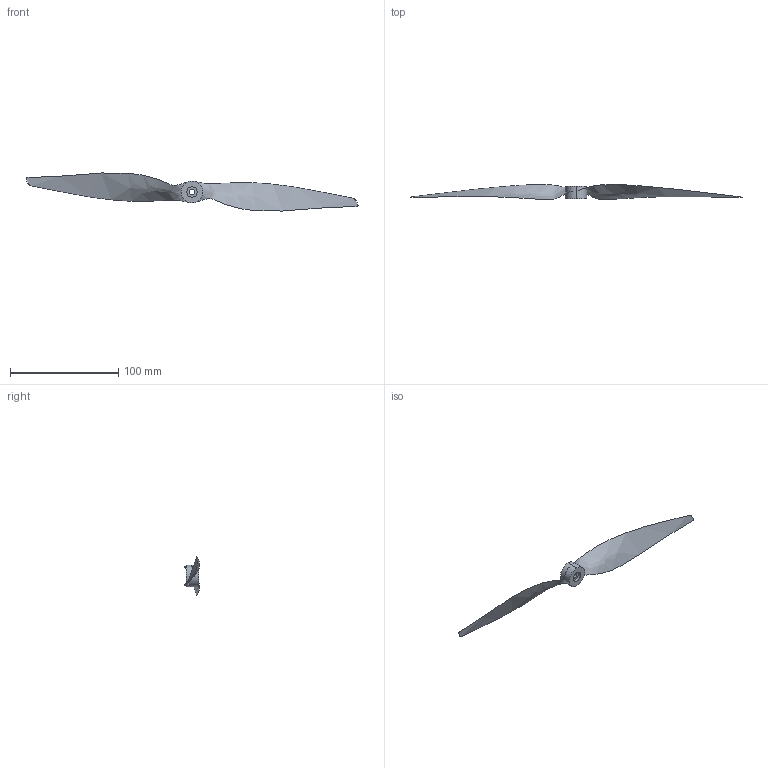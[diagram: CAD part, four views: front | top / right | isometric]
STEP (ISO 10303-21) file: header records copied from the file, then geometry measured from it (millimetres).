
FILE_DESCRIPTION (( 'STEP AP203' ), '1' );
FILE_NAME ('APC 12x6 EP Prop_Default_sldprt.STEP', '2021-01-21T00:06:58', ( '' ), ( '' ), 'SwSTEP 2.0', 'SolidWorks 2020', '' );
FILE_SCHEMA (( 'CONFIG_CONTROL_DESIGN' ));
Length unit declared in the file: millimetre
Products named in the file (1): APC 12x6 EP Prop_Default_sldprt
Bounding box: 306.56 x 13.9 x 35.12 mm (x, y, z)
Surface area: 7667.7 mm2 (no closed solid volume)
Topology: 0 solids, 3 shells, 14 faces, 32 edges, 24 vertices
Faces by surface type: cylinder 8, plane 4, bspline 2
Entity records: 3755 total; most frequent: CARTESIAN_POINT 3361, DIRECTION 66, ORIENTED_EDGE 56, EDGE_CURVE 32, AXIS2_PLACEMENT_3D 29, VERTEX_POINT 24, EDGE_LOOP 18, CIRCLE 16
